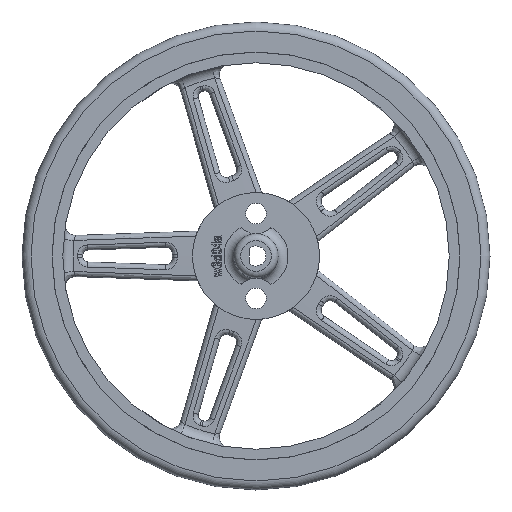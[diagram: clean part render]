
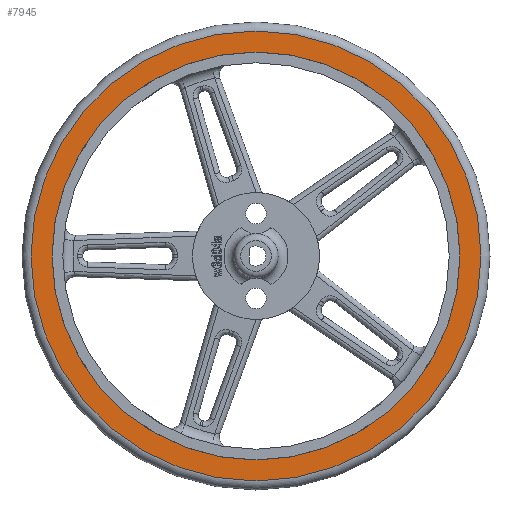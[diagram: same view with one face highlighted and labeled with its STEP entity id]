
A CAD part, left-side view. The second image highlights one B-rep face of the part: STEP entity #7945.
In plain terms, the highlighted planar face has unit normal (-1, 0, 0).
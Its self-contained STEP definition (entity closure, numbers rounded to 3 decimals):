
#673=FACE_BOUND('',#1761,.T.);
#792=PLANE('',#8717);
#1252=FACE_OUTER_BOUND('',#1760,.T.);
#1760=EDGE_LOOP('',(#7395,#7396));
#1761=EDGE_LOOP('',(#7397,#7398));
#3064=CIRCLE('',#8715,30.51);
#3065=CIRCLE('',#8716,30.51);
#3066=CIRCLE('',#8718,33.65);
#3067=CIRCLE('',#8719,33.65);
#3823=VERTEX_POINT('',#24629);
#3824=VERTEX_POINT('',#24631);
#3825=VERTEX_POINT('',#24635);
#3826=VERTEX_POINT('',#24636);
#5017=EDGE_CURVE('',#3823,#3824,#3064,.T.);
#5018=EDGE_CURVE('',#3824,#3823,#3065,.T.);
#5019=EDGE_CURVE('',#3825,#3826,#3066,.T.);
#5020=EDGE_CURVE('',#3826,#3825,#3067,.T.);
#7395=ORIENTED_EDGE('',*,*,#5019,.T.);
#7396=ORIENTED_EDGE('',*,*,#5020,.T.);
#7397=ORIENTED_EDGE('',*,*,#5018,.F.);
#7398=ORIENTED_EDGE('',*,*,#5017,.F.);
#7945=ADVANCED_FACE('',(#1252,#673),#792,.F.);
#8715=AXIS2_PLACEMENT_3D('',#24632,#10665,#10666);
#8716=AXIS2_PLACEMENT_3D('',#24633,#10667,#10668);
#8717=AXIS2_PLACEMENT_3D('',#24634,#10669,#10670);
#8718=AXIS2_PLACEMENT_3D('',#24637,#10671,#10672);
#8719=AXIS2_PLACEMENT_3D('',#24638,#10673,#10674);
#10665=DIRECTION('center_axis',(-1.,0.,0.));
#10666=DIRECTION('ref_axis',(0.,0.,-1.));
#10667=DIRECTION('center_axis',(-1.,0.,0.));
#10668=DIRECTION('ref_axis',(0.,0.,-1.));
#10669=DIRECTION('center_axis',(1.,0.,0.));
#10670=DIRECTION('ref_axis',(0.,0.,1.));
#10671=DIRECTION('center_axis',(-1.,0.,0.));
#10672=DIRECTION('ref_axis',(0.,0.,-1.));
#10673=DIRECTION('center_axis',(-1.,0.,0.));
#10674=DIRECTION('ref_axis',(0.,0.,-1.));
#24629=CARTESIAN_POINT('',(-4.,0.,30.51));
#24631=CARTESIAN_POINT('',(-4.,0.,-30.51));
#24632=CARTESIAN_POINT('Origin',(-4.,0.,0.));
#24633=CARTESIAN_POINT('Origin',(-4.,0.,0.));
#24634=CARTESIAN_POINT('Origin',(-4.,-33.65,0.));
#24635=CARTESIAN_POINT('',(-4.,0.,-33.65));
#24636=CARTESIAN_POINT('',(-4.,0.,33.65));
#24637=CARTESIAN_POINT('Origin',(-4.,0.,0.));
#24638=CARTESIAN_POINT('Origin',(-4.,0.,0.));
